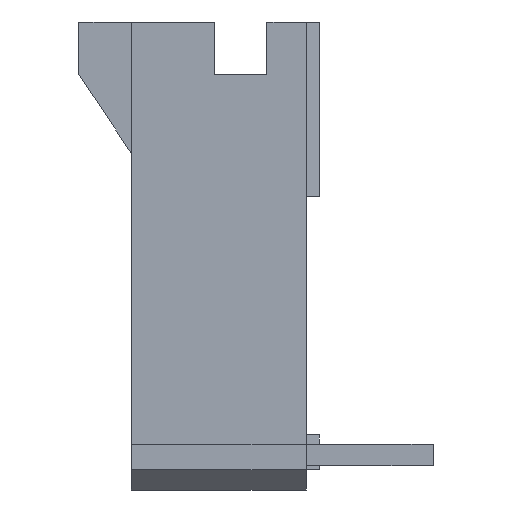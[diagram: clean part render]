
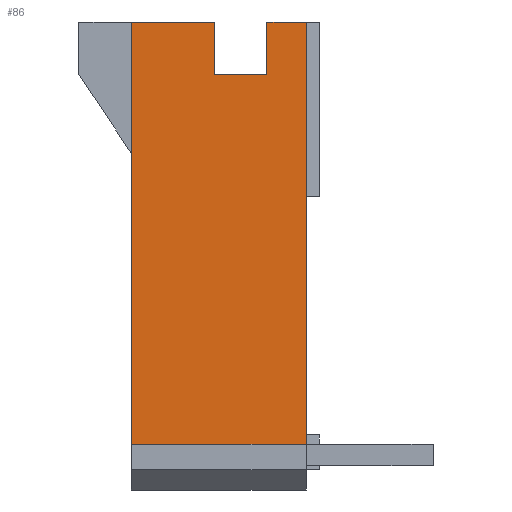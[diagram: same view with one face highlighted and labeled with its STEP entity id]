
A CAD part, left-side view. The second image highlights one B-rep face of the part: STEP entity #86.
In plain terms, the highlighted planar face has unit normal (-1, 0, 0).
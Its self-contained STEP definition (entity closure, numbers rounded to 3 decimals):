
#86=ADVANCED_FACE('',(#291),#292,.T.);
#291=FACE_OUTER_BOUND('',#612,.T.);
#292=PLANE('',#613);
#612=EDGE_LOOP('',(#1295,#1296,#1297,#1298,#1299,#1300,#1301,#1302));
#613=AXIS2_PLACEMENT_3D('',#1303,#1304,#1305);
#1295=ORIENTED_EDGE('',*,*,#2424,.T.);
#1296=ORIENTED_EDGE('',*,*,#2425,.F.);
#1297=ORIENTED_EDGE('',*,*,#2259,.F.);
#1298=ORIENTED_EDGE('',*,*,#2212,.T.);
#1299=ORIENTED_EDGE('',*,*,#2426,.T.);
#1300=ORIENTED_EDGE('',*,*,#2315,.F.);
#1301=ORIENTED_EDGE('',*,*,#2231,.F.);
#1302=ORIENTED_EDGE('',*,*,#2420,.T.);
#1303=CARTESIAN_POINT('',(-6.35,2.54,0.0));
#1304=DIRECTION('',(-1.0,0.0,0.0));
#1305=DIRECTION('',(0.0,0.0,1.0));
#2212=EDGE_CURVE('',#2679,#2677,#2680,.T.);
#2231=EDGE_CURVE('',#2714,#2715,#2716,.T.);
#2259=EDGE_CURVE('',#2679,#2770,#2771,.T.);
#2315=EDGE_CURVE('',#2715,#2875,#2876,.T.);
#2420=EDGE_CURVE('',#2714,#3052,#3054,.T.);
#2424=EDGE_CURVE('',#3052,#3060,#3061,.T.);
#2425=EDGE_CURVE('',#2770,#3060,#3062,.T.);
#2426=EDGE_CURVE('',#2677,#2875,#3063,.T.);
#2677=VERTEX_POINT('',#3421);
#2679=VERTEX_POINT('',#3424);
#2680=LINE('',#3425,#3426);
#2714=VERTEX_POINT('',#3478);
#2715=VERTEX_POINT('',#3479);
#2716=LINE('',#3480,#3481);
#2770=VERTEX_POINT('',#3562);
#2771=LINE('',#3563,#3564);
#2875=VERTEX_POINT('',#3723);
#2876=LINE('',#3724,#3725);
#3052=VERTEX_POINT('',#4003);
#3054=LINE('',#4006,#4007);
#3060=VERTEX_POINT('',#4016);
#3061=LINE('',#4017,#4018);
#3062=LINE('',#4019,#4020);
#3063=LINE('',#4021,#4022);
#3421=CARTESIAN_POINT('',(-6.35,2.54,-12.256));
#3424=CARTESIAN_POINT('',(-6.35,2.54,0.0));
#3425=CARTESIAN_POINT('',(-6.35,2.54,0.0));
#3426=VECTOR('',#4478,12.256);
#3478=CARTESIAN_POINT('',(-6.35,-1.397,0.0));
#3479=CARTESIAN_POINT('',(-6.35,-2.54,0.0));
#3480=CARTESIAN_POINT('',(-6.35,-1.397,0.0));
#3481=VECTOR('',#4497,1.143);
#3562=CARTESIAN_POINT('',(-6.35,0.127,0.0));
#3563=CARTESIAN_POINT('',(-6.35,2.54,0.0));
#3564=VECTOR('',#4525,2.413);
#3723=CARTESIAN_POINT('',(-6.35,-2.54,-12.256));
#3724=CARTESIAN_POINT('',(-6.35,-2.54,0.0));
#3725=VECTOR('',#4581,12.256);
#4003=CARTESIAN_POINT('',(-6.35,-1.397,-1.524));
#4006=CARTESIAN_POINT('',(-6.35,-1.397,0.0));
#4007=VECTOR('',#4688,1.524);
#4016=CARTESIAN_POINT('',(-6.35,0.127,-1.524));
#4017=CARTESIAN_POINT('',(-6.35,-1.397,-1.524));
#4018=VECTOR('',#4692,1.524);
#4019=CARTESIAN_POINT('',(-6.35,0.127,0.0));
#4020=VECTOR('',#4693,1.524);
#4021=CARTESIAN_POINT('',(-6.35,2.54,-12.256));
#4022=VECTOR('',#4694,5.08);
#4478=DIRECTION('',(0.0,0.0,-1.0));
#4497=DIRECTION('',(0.0,-1.0,0.0));
#4525=DIRECTION('',(0.0,-1.0,0.0));
#4581=DIRECTION('',(0.0,0.0,-1.0));
#4688=DIRECTION('',(0.0,0.0,-1.0));
#4692=DIRECTION('',(0.0,1.0,0.0));
#4693=DIRECTION('',(0.0,0.0,-1.0));
#4694=DIRECTION('',(0.0,-1.0,0.0));
